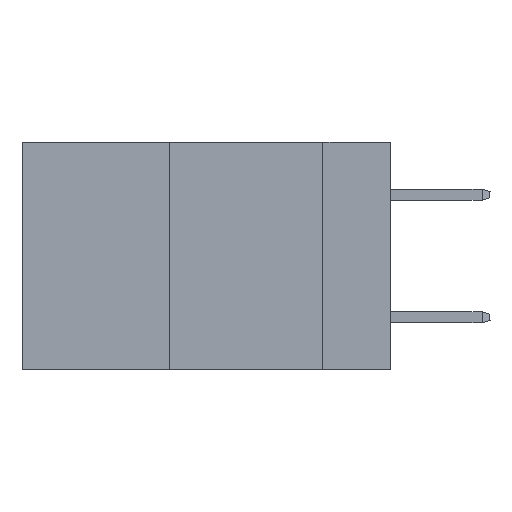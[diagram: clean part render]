
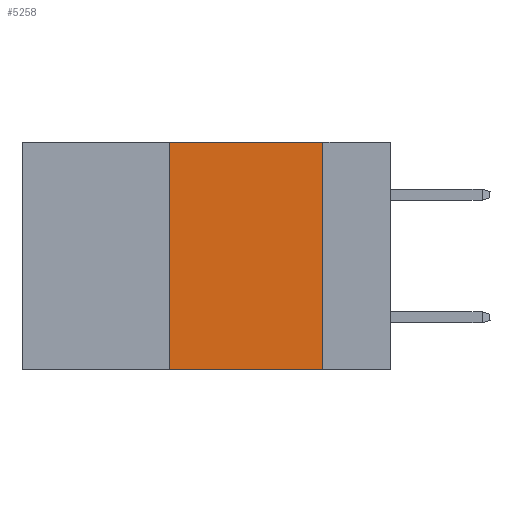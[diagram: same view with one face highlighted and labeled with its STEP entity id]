
A CAD part, left-side view. The second image highlights one B-rep face of the part: STEP entity #5258.
In plain terms, the highlighted planar face has unit normal (-1, 0, 0).
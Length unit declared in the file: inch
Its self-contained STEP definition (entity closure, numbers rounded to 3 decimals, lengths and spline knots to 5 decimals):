
#1064 = LINE ( 'NONE', #13075, #31550 ) ;
#2822 = CARTESIAN_POINT ( 'NONE',  ( 0., 0.6, -0.37 ) ) ;
#5258 = ADVANCED_FACE ( 'NONE', ( #27225 ), #5980, .F. ) ;
#5980 = PLANE ( 'NONE',  #22116 ) ;
#6296 = VECTOR ( 'NONE', #15451, 39.37008 ) ;
#9520 = DIRECTION ( 'NONE',  ( 0., -1., 0. ) ) ;
#10611 = ORIENTED_EDGE ( 'NONE', *, *, #35313, .T. ) ;
#11743 = CARTESIAN_POINT ( 'NONE',  ( 0., 0.6, 0. ) ) ;
#13075 = CARTESIAN_POINT ( 'NONE',  ( 0., 0.36, 0. ) ) ;
#13539 = CARTESIAN_POINT ( 'NONE',  ( 0., 0.36, -0.37 ) ) ;
#13628 = VERTEX_POINT ( 'NONE', #34751 ) ;
#14657 = LINE ( 'NONE', #21360, #6296 ) ;
#15162 = LINE ( 'NONE', #16008, #31295 ) ;
#15349 = ORIENTED_EDGE ( 'NONE', *, *, #24993, .F. ) ;
#15451 = DIRECTION ( 'NONE',  ( 0., 0., -1. ) ) ;
#16008 = CARTESIAN_POINT ( 'NONE',  ( 0., 0.6, 0. ) ) ;
#16915 = ORIENTED_EDGE ( 'NONE', *, *, #34404, .F. ) ;
#19047 = VECTOR ( 'NONE', #23450, 39.37008 ) ;
#21360 = CARTESIAN_POINT ( 'NONE',  ( 0., 0.11, 0. ) ) ;
#21585 = VERTEX_POINT ( 'NONE', #13539 ) ;
#22116 = AXIS2_PLACEMENT_3D ( 'NONE', #11743, #29568, #30075 ) ;
#22446 = CARTESIAN_POINT ( 'NONE',  ( 0., 0.11, -0.37 ) ) ;
#23450 = DIRECTION ( 'NONE',  ( 0., -1., 0. ) ) ;
#24705 = VERTEX_POINT ( 'NONE', #22446 ) ;
#24959 = CARTESIAN_POINT ( 'NONE',  ( 0., 0.36, 0. ) ) ;
#24993 = EDGE_CURVE ( 'NONE', #33700, #13628, #15162, .T. ) ;
#25731 = EDGE_CURVE ( 'NONE', #13628, #24705, #14657, .T. ) ;
#27225 = FACE_OUTER_BOUND ( 'NONE', #32208, .T. ) ;
#29568 = DIRECTION ( 'NONE',  ( 1., 0., 0. ) ) ;
#30075 = DIRECTION ( 'NONE',  ( 0., 0., -1. ) ) ;
#31295 = VECTOR ( 'NONE', #9520, 39.37008 ) ;
#31550 = VECTOR ( 'NONE', #33711, 39.37008 ) ;
#32208 = EDGE_LOOP ( 'NONE', ( #37801, #15349, #16915, #10611 ) ) ;
#33700 = VERTEX_POINT ( 'NONE', #24959 ) ;
#33711 = DIRECTION ( 'NONE',  ( 0., 0., 1. ) ) ;
#34404 = EDGE_CURVE ( 'NONE', #21585, #33700, #1064, .T. ) ;
#34751 = CARTESIAN_POINT ( 'NONE',  ( 0., 0.11, 0. ) ) ;
#35209 = LINE ( 'NONE', #2822, #19047 ) ;
#35313 = EDGE_CURVE ( 'NONE', #21585, #24705, #35209, .T. ) ;
#37801 = ORIENTED_EDGE ( 'NONE', *, *, #25731, .F. ) ;
